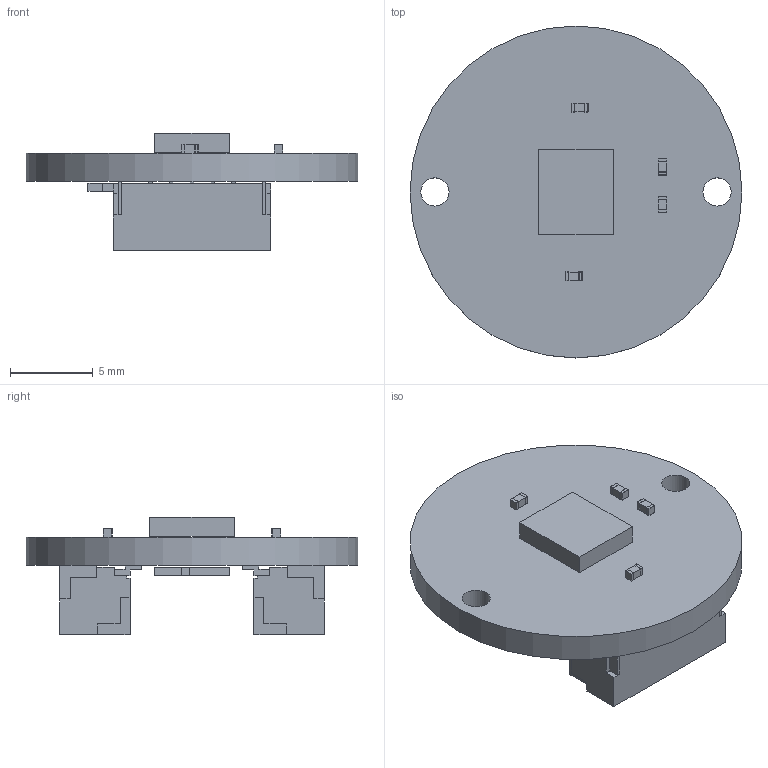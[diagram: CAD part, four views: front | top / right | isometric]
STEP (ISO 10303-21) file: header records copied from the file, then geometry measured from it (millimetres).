
FILE_DESCRIPTION(('Open CASCADE Model'),'2;1');
FILE_NAME('Open CASCADE Shape Model','2018-05-13T20:00:33',('Author'),( 'Open CASCADE'),'Open CASCADE STEP processor 6.8','Open CASCADE 6.8' ,'Unknown');
FILE_SCHEMA(('AUTOMOTIVE_DESIGN { 1 0 10303 214 1 1 1 1 }'));
Length unit declared in the file: millimetre
Products named in the file (18): PCB; Board; J2; JST_BM05B-GHS-TBT; J1; U1; 6517177792; Extruded; S1; 6517177984; 6517178176; C4; 0402_cap; C3; C2; C1
Assembly tree (21 placements, depth 4):
  PCB
    Board
    J2
      JST_BM05B-GHS-TBT
    J1
      JST_BM05B-GHS-TBT
    U1
      6517177792
        Extruded
    S1
      6517177984
        Extruded
      6517178176
        Extruded
    C4
      0402_cap
    C3
      0402_cap
    C2
      0402_cap
    C1
      0402_cap
Bounding box: 20 x 20 x 7.07 mm (x, y, z)
Volume: 755.3 mm3; surface area: 1428.2 mm2
Topology: 10 solids, 10 shells, 455 faces, 1105 edges, 610 vertices
Faces by surface type: plane 292, cylinder 99, sphere 64
Full cylindrical faces by diameter (mm): 1.7 x2, 20 x1
Entity records: 6408 total; most frequent: CARTESIAN_POINT 922, DIRECTION 911, ORIENTED_EDGE 886, EDGE_CURVE 443, LINE 389, VECTOR 389, VERTEX_POINT 272, AXIS2_PLACEMENT_3D 261
